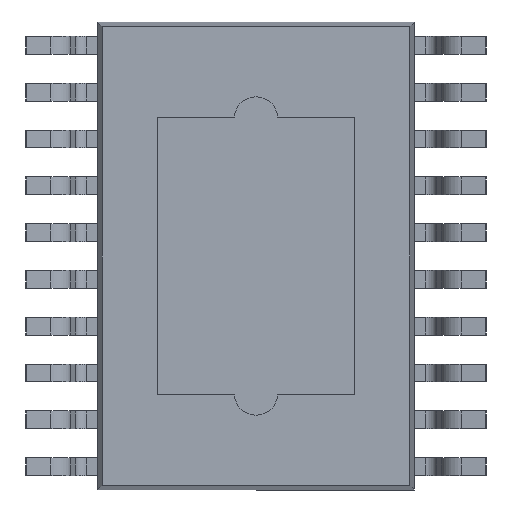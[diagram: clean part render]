
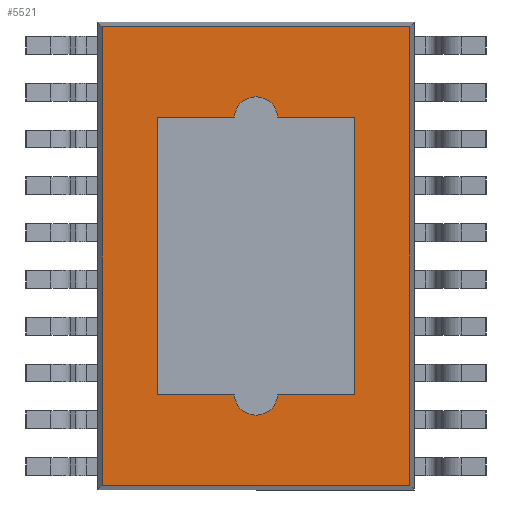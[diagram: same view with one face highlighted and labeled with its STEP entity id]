
A CAD part, front view. The second image highlights one B-rep face of the part: STEP entity #5521.
In plain terms, the highlighted planar face has unit normal (0, -1, 0).
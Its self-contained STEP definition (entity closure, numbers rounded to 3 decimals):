
#264 = CIRCLE ( 'NONE', #2888, 0.301 ) ;
#338 = EDGE_CURVE ( 'NONE', #5564, #938, #6141, .T. ) ;
#401 = DIRECTION ( 'NONE',  ( 1., 0., 0. ) ) ;
#409 = VECTOR ( 'NONE', #6353, 1000. ) ;
#873 = LINE ( 'NONE', #5038, #5113 ) ;
#938 = VERTEX_POINT ( 'NONE', #1766 ) ;
#1166 = LINE ( 'NONE', #5100, #3736 ) ;
#1190 = DIRECTION ( 'NONE',  ( 0., -1., 0. ) ) ;
#1310 = EDGE_CURVE ( 'NONE', #5958, #7768, #9897, .T. ) ;
#1335 = DIRECTION ( 'NONE',  ( -1., 0., 0. ) ) ;
#1435 = CARTESIAN_POINT ( 'NONE',  ( 0., 0.15, 1.909 ) ) ;
#1496 = LINE ( 'NONE', #1512, #4432 ) ;
#1506 = EDGE_CURVE ( 'NONE', #8506, #5520, #873, .T. ) ;
#1512 = CARTESIAN_POINT ( 'NONE',  ( 1.37, 0.15, -1.93 ) ) ;
#1568 = DIRECTION ( 'NONE',  ( 0., 0., -1. ) ) ;
#1678 = CARTESIAN_POINT ( 'NONE',  ( -0.3, 0.15, 1.93 ) ) ;
#1687 = EDGE_CURVE ( 'NONE', #9037, #5512, #264, .T. ) ;
#1720 = EDGE_CURVE ( 'NONE', #6462, #5958, #4885, .T. ) ;
#1766 = CARTESIAN_POINT ( 'NONE',  ( -2.136, 0.15, 3.186 ) ) ;
#1785 = DIRECTION ( 'NONE',  ( 1., 0., 0. ) ) ;
#1880 = ORIENTED_EDGE ( 'NONE', *, *, #1310, .F. ) ;
#2015 = DIRECTION ( 'NONE',  ( 0., 0., -1. ) ) ;
#2547 = CARTESIAN_POINT ( 'NONE',  ( -1.37, 0.15, -1.93 ) ) ;
#2582 = ORIENTED_EDGE ( 'NONE', *, *, #1506, .T. ) ;
#2888 = AXIS2_PLACEMENT_3D ( 'NONE', #5197, #2995, #8991 ) ;
#2975 = ORIENTED_EDGE ( 'NONE', *, *, #1687, .F. ) ;
#2995 = DIRECTION ( 'NONE',  ( 0., -1., 0. ) ) ;
#3059 = CARTESIAN_POINT ( 'NONE',  ( 1.37, 0.15, 1.93 ) ) ;
#3259 = FACE_BOUND ( 'NONE', #6528, .T. ) ;
#3296 = CARTESIAN_POINT ( 'NONE',  ( -1.37, 0.15, 1.93 ) ) ;
#3348 = ORIENTED_EDGE ( 'NONE', *, *, #7895, .T. ) ;
#3433 = DIRECTION ( 'NONE',  ( -1., 0., 0. ) ) ;
#3558 = ORIENTED_EDGE ( 'NONE', *, *, #338, .T. ) ;
#3672 = DIRECTION ( 'NONE',  ( 0., 0., -1. ) ) ;
#3687 = EDGE_CURVE ( 'NONE', #8224, #5112, #9291, .T. ) ;
#3736 = VECTOR ( 'NONE', #1335, 1000. ) ;
#3942 = EDGE_CURVE ( 'NONE', #5112, #9037, #7999, .T. ) ;
#3953 = CARTESIAN_POINT ( 'NONE',  ( 2.2, 0.15, 3.186 ) ) ;
#3967 = CARTESIAN_POINT ( 'NONE',  ( 2.136, 0.15, -3.25 ) ) ;
#3993 = EDGE_CURVE ( 'NONE', #5520, #5564, #9677, .T. ) ;
#4035 = CARTESIAN_POINT ( 'NONE',  ( 1.37, 0.15, -1.93 ) ) ;
#4049 = VERTEX_POINT ( 'NONE', #4035 ) ;
#4240 = ORIENTED_EDGE ( 'NONE', *, *, #9016, .F. ) ;
#4362 = CARTESIAN_POINT ( 'NONE',  ( 2.136, 0.15, -3.186 ) ) ;
#4406 = AXIS2_PLACEMENT_3D ( 'NONE', #6639, #1190, #2015 ) ;
#4432 = VECTOR ( 'NONE', #7676, 1000. ) ;
#4669 = CARTESIAN_POINT ( 'NONE',  ( 0., 0.15, -1.909 ) ) ;
#4697 = VECTOR ( 'NONE', #1568, 1000. ) ;
#4739 = CARTESIAN_POINT ( 'NONE',  ( -2.136, 0.15, -3.186 ) ) ;
#4749 = DIRECTION ( 'NONE',  ( 0., 0., 1. ) ) ;
#4825 = VERTEX_POINT ( 'NONE', #3059 ) ;
#4885 = CIRCLE ( 'NONE', #7840, 0.301 ) ;
#4950 = EDGE_LOOP ( 'NONE', ( #3348, #2582, #9805, #3558 ) ) ;
#4988 = EDGE_CURVE ( 'NONE', #4825, #6462, #1166, .T. ) ;
#5018 = LINE ( 'NONE', #8563, #409 ) ;
#5038 = CARTESIAN_POINT ( 'NONE',  ( -2.2, 0.15, -3.186 ) ) ;
#5100 = CARTESIAN_POINT ( 'NONE',  ( 0.3, 0.15, 1.93 ) ) ;
#5112 = VERTEX_POINT ( 'NONE', #5295 ) ;
#5113 = VECTOR ( 'NONE', #401, 1000. ) ;
#5197 = CARTESIAN_POINT ( 'NONE',  ( 0., 0.15, -1.909 ) ) ;
#5215 = CARTESIAN_POINT ( 'NONE',  ( 2.136, 0.15, 3.186 ) ) ;
#5261 = CARTESIAN_POINT ( 'NONE',  ( 0.3, 0.15, 1.93 ) ) ;
#5295 = CARTESIAN_POINT ( 'NONE',  ( -0.3, 0.15, -1.93 ) ) ;
#5397 = CARTESIAN_POINT ( 'NONE',  ( -1.37, 0.15, 1.93 ) ) ;
#5461 = ORIENTED_EDGE ( 'NONE', *, *, #8886, .F. ) ;
#5512 = VERTEX_POINT ( 'NONE', #7300 ) ;
#5520 = VERTEX_POINT ( 'NONE', #4362 ) ;
#5521 = ADVANCED_FACE ( 'NONE', ( #3259, #6879 ), #6715, .T. ) ;
#5564 = VERTEX_POINT ( 'NONE', #5215 ) ;
#5567 = ORIENTED_EDGE ( 'NONE', *, *, #4988, .F. ) ;
#5710 = ORIENTED_EDGE ( 'NONE', *, *, #1720, .F. ) ;
#5787 = LINE ( 'NONE', #8987, #9954 ) ;
#5861 = DIRECTION ( 'NONE',  ( 0., 0., -1. ) ) ;
#5958 = VERTEX_POINT ( 'NONE', #1678 ) ;
#6126 = DIRECTION ( 'NONE',  ( 0., 0., -1. ) ) ;
#6141 = LINE ( 'NONE', #3953, #8804 ) ;
#6315 = EDGE_CURVE ( 'NONE', #7768, #8224, #5787, .T. ) ;
#6353 = DIRECTION ( 'NONE',  ( 1., 0., 0. ) ) ;
#6410 = CARTESIAN_POINT ( 'NONE',  ( 0., 0.15, -2.21 ) ) ;
#6462 = VERTEX_POINT ( 'NONE', #5261 ) ;
#6528 = EDGE_LOOP ( 'NONE', ( #5461, #4240, #2975, #6962, #6942, #9441, #1880, #5710, #5567 ) ) ;
#6639 = CARTESIAN_POINT ( 'NONE',  ( 0., 0.15, 0. ) ) ;
#6715 = PLANE ( 'NONE',  #4406 ) ;
#6747 = LINE ( 'NONE', #8584, #4697 ) ;
#6879 = FACE_OUTER_BOUND ( 'NONE', #4950, .T. ) ;
#6942 = ORIENTED_EDGE ( 'NONE', *, *, #3687, .F. ) ;
#6962 = ORIENTED_EDGE ( 'NONE', *, *, #3942, .F. ) ;
#6977 = DIRECTION ( 'NONE',  ( 0., -1., 0. ) ) ;
#7300 = CARTESIAN_POINT ( 'NONE',  ( 0.3, 0.15, -1.93 ) ) ;
#7405 = VECTOR ( 'NONE', #4749, 1000. ) ;
#7604 = VECTOR ( 'NONE', #1785, 1000. ) ;
#7676 = DIRECTION ( 'NONE',  ( 0., 0., 1. ) ) ;
#7768 = VERTEX_POINT ( 'NONE', #5397 ) ;
#7840 = AXIS2_PLACEMENT_3D ( 'NONE', #1435, #8252, #3672 ) ;
#7873 = VECTOR ( 'NONE', #3433, 1000. ) ;
#7895 = EDGE_CURVE ( 'NONE', #938, #8506, #6747, .T. ) ;
#7999 = CIRCLE ( 'NONE', #8424, 0.301 ) ;
#8224 = VERTEX_POINT ( 'NONE', #8884 ) ;
#8252 = DIRECTION ( 'NONE',  ( 0., -1., 0. ) ) ;
#8424 = AXIS2_PLACEMENT_3D ( 'NONE', #4669, #6977, #6126 ) ;
#8496 = DIRECTION ( 'NONE',  ( -1., 0., 0. ) ) ;
#8506 = VERTEX_POINT ( 'NONE', #4739 ) ;
#8563 = CARTESIAN_POINT ( 'NONE',  ( 0.3, 0.15, -1.93 ) ) ;
#8584 = CARTESIAN_POINT ( 'NONE',  ( -2.136, 0.15, 3.25 ) ) ;
#8804 = VECTOR ( 'NONE', #8496, 1000. ) ;
#8884 = CARTESIAN_POINT ( 'NONE',  ( -1.37, 0.15, -1.93 ) ) ;
#8886 = EDGE_CURVE ( 'NONE', #4049, #4825, #1496, .T. ) ;
#8987 = CARTESIAN_POINT ( 'NONE',  ( -1.37, 0.15, -1.93 ) ) ;
#8991 = DIRECTION ( 'NONE',  ( 0., 0., -1. ) ) ;
#9016 = EDGE_CURVE ( 'NONE', #5512, #4049, #5018, .T. ) ;
#9037 = VERTEX_POINT ( 'NONE', #6410 ) ;
#9291 = LINE ( 'NONE', #2547, #7604 ) ;
#9441 = ORIENTED_EDGE ( 'NONE', *, *, #6315, .F. ) ;
#9677 = LINE ( 'NONE', #3967, #7405 ) ;
#9805 = ORIENTED_EDGE ( 'NONE', *, *, #3993, .T. ) ;
#9897 = LINE ( 'NONE', #3296, #7873 ) ;
#9954 = VECTOR ( 'NONE', #5861, 1000. ) ;
